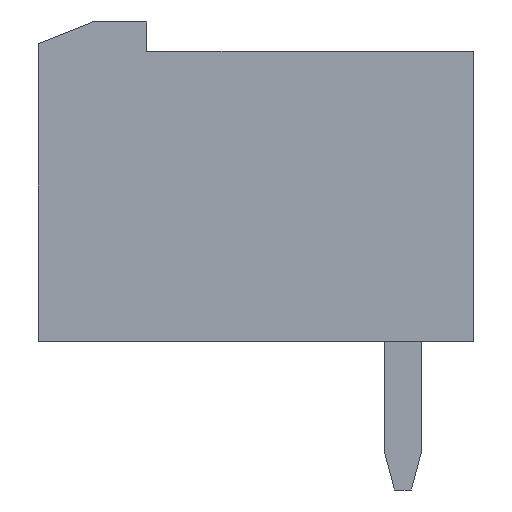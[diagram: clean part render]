
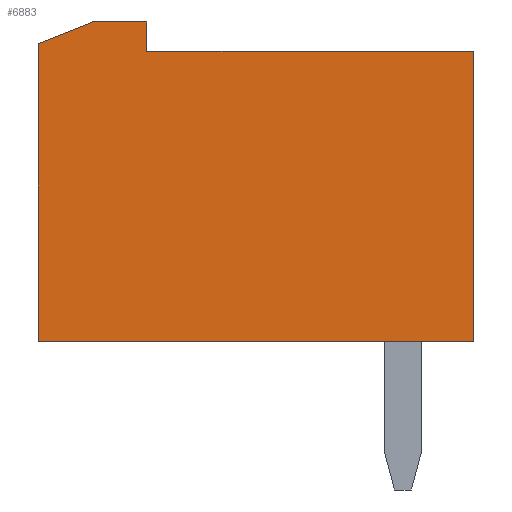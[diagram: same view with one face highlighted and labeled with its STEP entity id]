
A CAD part, left-side view. The second image highlights one B-rep face of the part: STEP entity #6883.
In plain terms, the highlighted planar face has unit normal (-1, 0, 0).
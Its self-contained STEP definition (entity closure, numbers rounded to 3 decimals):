
#317 = LINE ( 'NONE', #6717, #3848 ) ;
#839 = VECTOR ( 'NONE', #18181, 1000. ) ;
#1250 = VERTEX_POINT ( 'NONE', #3156 ) ;
#1613 = DIRECTION ( 'NONE',  ( 0., 0., 1. ) ) ;
#1733 = CARTESIAN_POINT ( 'NONE',  ( -0.5, 0., -8. ) ) ;
#1857 = VERTEX_POINT ( 'NONE', #18168 ) ;
#2014 = ORIENTED_EDGE ( 'NONE', *, *, #16391, .T. ) ;
#2183 = CARTESIAN_POINT ( 'NONE',  ( -0.5, 12., 0.2 ) ) ;
#2466 = CARTESIAN_POINT ( 'NONE',  ( -0.5, 12., -8. ) ) ;
#2812 = VECTOR ( 'NONE', #10078, 1000. ) ;
#2839 = CARTESIAN_POINT ( 'NONE',  ( -0.5, 9.01, 0.8 ) ) ;
#2864 = VERTEX_POINT ( 'NONE', #1733 ) ;
#3156 = CARTESIAN_POINT ( 'NONE',  ( -0.5, 10.5, 0.8 ) ) ;
#3530 = VECTOR ( 'NONE', #1613, 1000. ) ;
#3805 = VERTEX_POINT ( 'NONE', #17537 ) ;
#3848 = VECTOR ( 'NONE', #15838, 1000. ) ;
#3873 = EDGE_CURVE ( 'NONE', #1857, #2864, #18565, .T. ) ;
#4207 = ORIENTED_EDGE ( 'NONE', *, *, #17345, .T. ) ;
#4856 = LINE ( 'NONE', #13622, #839 ) ;
#4996 = AXIS2_PLACEMENT_3D ( 'NONE', #14520, #5350, #16026 ) ;
#5205 = VECTOR ( 'NONE', #5719, 1000. ) ;
#5350 = DIRECTION ( 'NONE',  ( -1., 0., 0. ) ) ;
#5719 = DIRECTION ( 'NONE',  ( 0., 1., 0. ) ) ;
#6681 = CARTESIAN_POINT ( 'NONE',  ( -0.5, 12., -6.5 ) ) ;
#6717 = CARTESIAN_POINT ( 'NONE',  ( -0.5, 0., -8. ) ) ;
#6883 = ADVANCED_FACE ( 'NONE', ( #15449 ), #14443, .T. ) ;
#7235 = VECTOR ( 'NONE', #12742, 1000. ) ;
#7698 = CARTESIAN_POINT ( 'NONE',  ( -0.5, 9.01, 0. ) ) ;
#8817 = LINE ( 'NONE', #14883, #5205 ) ;
#8949 = EDGE_CURVE ( 'NONE', #14972, #1857, #19404, .T. ) ;
#9555 = EDGE_CURVE ( 'NONE', #2864, #3805, #317, .T. ) ;
#9665 = CARTESIAN_POINT ( 'NONE',  ( -0.5, 10.5, 0.8 ) ) ;
#10078 = DIRECTION ( 'NONE',  ( 0., -1., 0. ) ) ;
#10494 = LINE ( 'NONE', #9665, #14077 ) ;
#11101 = ORIENTED_EDGE ( 'NONE', *, *, #13513, .T. ) ;
#11210 = DIRECTION ( 'NONE',  ( 0., 0.928, -0.371 ) ) ;
#11453 = ORIENTED_EDGE ( 'NONE', *, *, #9555, .T. ) ;
#11684 = LINE ( 'NONE', #16797, #3530 ) ;
#12742 = DIRECTION ( 'NONE',  ( 0., 0., -1. ) ) ;
#13513 = EDGE_CURVE ( 'NONE', #3805, #15354, #4856, .T. ) ;
#13622 = CARTESIAN_POINT ( 'NONE',  ( -0.5, 0., 0. ) ) ;
#14077 = VECTOR ( 'NONE', #11210, 1000. ) ;
#14443 = PLANE ( 'NONE',  #4996 ) ;
#14520 = CARTESIAN_POINT ( 'NONE',  ( -0.5, 0., 0. ) ) ;
#14883 = CARTESIAN_POINT ( 'NONE',  ( -0.5, 9.01, 0.8 ) ) ;
#14972 = VERTEX_POINT ( 'NONE', #2183 ) ;
#14983 = EDGE_LOOP ( 'NONE', ( #17610, #16299, #11453, #11101, #4207, #2014, #17440 ) ) ;
#15354 = VERTEX_POINT ( 'NONE', #7698 ) ;
#15449 = FACE_OUTER_BOUND ( 'NONE', #14983, .T. ) ;
#15838 = DIRECTION ( 'NONE',  ( 0., 0., 1. ) ) ;
#16026 = DIRECTION ( 'NONE',  ( 0., 0., 1. ) ) ;
#16171 = EDGE_CURVE ( 'NONE', #1250, #14972, #10494, .T. ) ;
#16299 = ORIENTED_EDGE ( 'NONE', *, *, #3873, .T. ) ;
#16391 = EDGE_CURVE ( 'NONE', #16488, #1250, #8817, .T. ) ;
#16488 = VERTEX_POINT ( 'NONE', #2839 ) ;
#16797 = CARTESIAN_POINT ( 'NONE',  ( -0.5, 9.01, 0. ) ) ;
#17345 = EDGE_CURVE ( 'NONE', #15354, #16488, #11684, .T. ) ;
#17440 = ORIENTED_EDGE ( 'NONE', *, *, #16171, .T. ) ;
#17537 = CARTESIAN_POINT ( 'NONE',  ( -0.5, 0., 0. ) ) ;
#17610 = ORIENTED_EDGE ( 'NONE', *, *, #8949, .T. ) ;
#18168 = CARTESIAN_POINT ( 'NONE',  ( -0.5, 12., -8. ) ) ;
#18181 = DIRECTION ( 'NONE',  ( 0., 1., 0. ) ) ;
#18565 = LINE ( 'NONE', #2466, #2812 ) ;
#19404 = LINE ( 'NONE', #6681, #7235 ) ;
